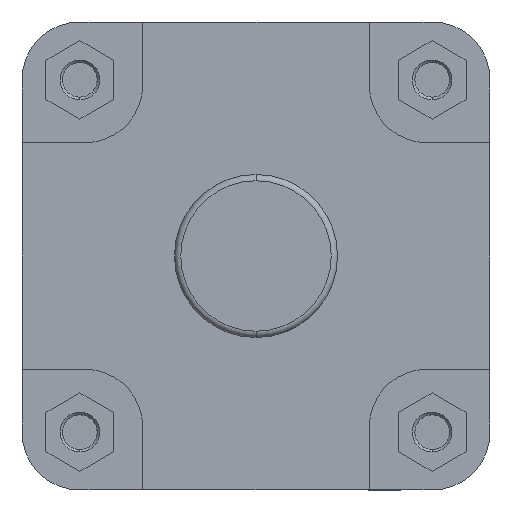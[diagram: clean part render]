
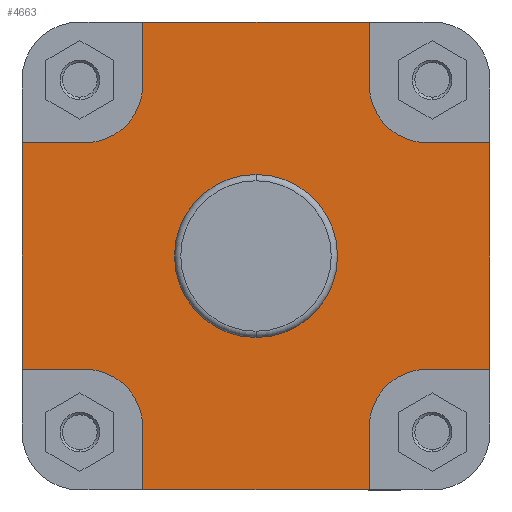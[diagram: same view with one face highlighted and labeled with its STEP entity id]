
A CAD part, left-side view. The second image highlights one B-rep face of the part: STEP entity #4663.
In plain terms, the highlighted planar face has unit normal (-1, 0, 0).
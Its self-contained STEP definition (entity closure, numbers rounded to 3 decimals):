
#38 = EDGE_CURVE ( 'NONE', #4530, #4391, #5438, .T. ) ;
#39 = EDGE_CURVE ( 'NONE', #4485, #4530, #5437, .T. ) ;
#40 = EDGE_CURVE ( 'NONE', #4527, #980, #5433, .T. ) ;
#41 = EDGE_CURVE ( 'NONE', #4391, #980, #5426, .T. ) ;
#42 = EDGE_CURVE ( 'NONE', #4485, #4529, #5435, .T. ) ;
#43 = EDGE_CURVE ( 'NONE', #4389, #4529, #5444, .T. ) ;
#44 = EDGE_CURVE ( 'NONE', #4507, #4389, #5448, .T. ) ;
#45 = EDGE_CURVE ( 'NONE', #4390, #4507, #5447, .T. ) ;
#46 = EDGE_CURVE ( 'NONE', #990, #4390, #5446, .T. ) ;
#47 = EDGE_CURVE ( 'NONE', #978, #990, #5451, .T. ) ;
#48 = EDGE_CURVE ( 'NONE', #4510, #978, #5455, .T. ) ;
#49 = EDGE_CURVE ( 'NONE', #4511, #4510, #5454, .T. ) ;
#50 = EDGE_CURVE ( 'NONE', #4494, #4511, #5453, .T. ) ;
#51 = EDGE_CURVE ( 'NONE', #4493, #4494, #5458, .T. ) ;
#52 = EDGE_CURVE ( 'NONE', #4492, #4493, #5463, .T. ) ;
#53 = EDGE_CURVE ( 'NONE', #4527, #4492, #5462, .T. ) ;
#220 = EDGE_CURVE ( 'NONE', #4476, #4479, #5759, .T. ) ;
#237 = EDGE_CURVE ( 'NONE', #4479, #4476, #5790, .T. ) ;
#978 = VERTEX_POINT ( 'NONE', #6948 ) ;
#980 = VERTEX_POINT ( 'NONE', #6949 ) ;
#990 = VERTEX_POINT ( 'NONE', #6956 ) ;
#1634 = FACE_OUTER_BOUND ( 'NONE', #4323, .T. ) ;
#1641 = FACE_BOUND ( 'NONE', #4311, .T. ) ;
#2036 = CARTESIAN_POINT ( 'NONE',  ( 55., -68., 45. ) ) ;
#2043 = CARTESIAN_POINT ( 'NONE',  ( 55., -45., 93. ) ) ;
#2044 = CARTESIAN_POINT ( 'NONE',  ( 55., -45., -68. ) ) ;
#2093 = CARTESIAN_POINT ( 'NONE',  ( 55., 0., -32.4 ) ) ;
#2095 = CARTESIAN_POINT ( 'NONE',  ( 55., 0., 32.4 ) ) ;
#2099 = CARTESIAN_POINT ( 'NONE',  ( 55., -93., -45. ) ) ;
#2106 = CARTESIAN_POINT ( 'NONE',  ( 55., 45., -68. ) ) ;
#2107 = CARTESIAN_POINT ( 'NONE',  ( 55., 68., -45. ) ) ;
#2108 = CARTESIAN_POINT ( 'NONE',  ( 55., 93., -45. ) ) ;
#2121 = CARTESIAN_POINT ( 'NONE',  ( 55., -45., 68. ) ) ;
#2124 = CARTESIAN_POINT ( 'NONE',  ( 55., 68., 45. ) ) ;
#2125 = CARTESIAN_POINT ( 'NONE',  ( 55., 93., 45. ) ) ;
#2141 = CARTESIAN_POINT ( 'NONE',  ( 55., 45., -93. ) ) ;
#2143 = CARTESIAN_POINT ( 'NONE',  ( 55., -93., 45. ) ) ;
#2144 = CARTESIAN_POINT ( 'NONE',  ( 55., -68., -45. ) ) ;
#2679 = CARTESIAN_POINT ( 'NONE',  ( 55., 32.4, 0. ) ) ;
#2689 = PLANE ( 'NONE',  #4057 ) ;
#2690 = DIRECTION ( 'NONE',  ( 1., 0., 0. ) ) ;
#2691 = DIRECTION ( 'NONE',  ( 0., 0., -1. ) ) ;
#3205 = DIRECTION ( 'NONE',  ( -1., 0., 0. ) ) ;
#3207 = DIRECTION ( 'NONE',  ( 0., 0., -1. ) ) ;
#3223 = CARTESIAN_POINT ( 'NONE',  ( 55., -93., 0. ) ) ;
#3226 = CARTESIAN_POINT ( 'NONE',  ( 55., -68., 45. ) ) ;
#3237 = CARTESIAN_POINT ( 'NONE',  ( 55., 45., 68. ) ) ;
#3238 = CARTESIAN_POINT ( 'NONE',  ( 55., 45., -93. ) ) ;
#3240 = CARTESIAN_POINT ( 'NONE',  ( 55., 68., 68. ) ) ;
#3241 = CARTESIAN_POINT ( 'NONE',  ( 55., 68., -45. ) ) ;
#3242 = DIRECTION ( 'NONE',  ( 0., 0., 1. ) ) ;
#3243 = DIRECTION ( 'NONE',  ( 0., 0., -1. ) ) ;
#3244 = CARTESIAN_POINT ( 'NONE',  ( 55., -68., -68. ) ) ;
#3245 = CARTESIAN_POINT ( 'NONE',  ( 55., 93., 45. ) ) ;
#3246 = DIRECTION ( 'NONE',  ( 0., 0., -1. ) ) ;
#3248 = DIRECTION ( 'NONE',  ( 0., 0., 1. ) ) ;
#3249 = DIRECTION ( 'NONE',  ( -1., 0., 0. ) ) ;
#3252 = DIRECTION ( 'NONE',  ( 0., 1., 0. ) ) ;
#3262 = CARTESIAN_POINT ( 'NONE',  ( 55., 68., -68. ) ) ;
#3265 = DIRECTION ( 'NONE',  ( -1., 0., 0. ) ) ;
#3278 = CARTESIAN_POINT ( 'NONE',  ( 55., 93., 0. ) ) ;
#3315 = DIRECTION ( 'NONE',  ( 0., 1., 0. ) ) ;
#3318 = DIRECTION ( 'NONE',  ( -1., 0., 0. ) ) ;
#3319 = DIRECTION ( 'NONE',  ( 0., -1., 0. ) ) ;
#3399 = DIRECTION ( 'NONE',  ( 0., 0., -1. ) ) ;
#3402 = DIRECTION ( 'NONE',  ( 0., 0., 1. ) ) ;
#3423 = CARTESIAN_POINT ( 'NONE',  ( 55., -93., -45. ) ) ;
#3433 = DIRECTION ( 'NONE',  ( 0., 0., 1. ) ) ;
#3453 = CARTESIAN_POINT ( 'NONE',  ( 55., -45., 93. ) ) ;
#3465 = CARTESIAN_POINT ( 'NONE',  ( 55., -204.741, -93. ) ) ;
#3479 = CARTESIAN_POINT ( 'NONE',  ( 55., -45., -68. ) ) ;
#3513 = DIRECTION ( 'NONE',  ( 0., -1., 0. ) ) ;
#3576 = DIRECTION ( 'NONE',  ( 0., 0., -1. ) ) ;
#3578 = DIRECTION ( 'NONE',  ( 0., 0., -1. ) ) ;
#3587 = DIRECTION ( 'NONE',  ( 0., -1., 0. ) ) ;
#3589 = CARTESIAN_POINT ( 'NONE',  ( 55., -68., 68. ) ) ;
#3590 = CARTESIAN_POINT ( 'NONE',  ( 55., -204.741, 93. ) ) ;
#3599 = DIRECTION ( 'NONE',  ( 0., -1., 0. ) ) ;
#3713 = AXIS2_PLACEMENT_3D ( 'NONE', #3244, #3205, #3399 ) ;
#3715 = AXIS2_PLACEMENT_3D ( 'NONE', #3589, #3318, #3576 ) ;
#3717 = AXIS2_PLACEMENT_3D ( 'NONE', #3240, #3249, #3243 ) ;
#3718 = AXIS2_PLACEMENT_3D ( 'NONE', #3262, #3265, #3246 ) ;
#3747 = AXIS2_PLACEMENT_3D ( 'NONE', #6308, #6315, #6316 ) ;
#3757 = AXIS2_PLACEMENT_3D ( 'NONE', #6269, #6277, #6278 ) ;
#4057 = AXIS2_PLACEMENT_3D ( 'NONE', #2679, #2690, #2691 ) ;
#4311 = EDGE_LOOP ( 'NONE', ( #5111, #5112 ) ) ;
#4323 = EDGE_LOOP ( 'NONE', ( #5113, #5114, #5115, #5116, #5117, #5118, #5119, #5120, #5121, #5122, #5123, #5124, #5125, #5126, #5127, #5128 ) ) ;
#4389 = VERTEX_POINT ( 'NONE', #2036 ) ;
#4390 = VERTEX_POINT ( 'NONE', #2043 ) ;
#4391 = VERTEX_POINT ( 'NONE', #2044 ) ;
#4476 = VERTEX_POINT ( 'NONE', #2093 ) ;
#4479 = VERTEX_POINT ( 'NONE', #2095 ) ;
#4485 = VERTEX_POINT ( 'NONE', #2099 ) ;
#4492 = VERTEX_POINT ( 'NONE', #2106 ) ;
#4493 = VERTEX_POINT ( 'NONE', #2107 ) ;
#4494 = VERTEX_POINT ( 'NONE', #2108 ) ;
#4507 = VERTEX_POINT ( 'NONE', #2121 ) ;
#4510 = VERTEX_POINT ( 'NONE', #2124 ) ;
#4511 = VERTEX_POINT ( 'NONE', #2125 ) ;
#4527 = VERTEX_POINT ( 'NONE', #2141 ) ;
#4529 = VERTEX_POINT ( 'NONE', #2143 ) ;
#4530 = VERTEX_POINT ( 'NONE', #2144 ) ;
#4663 = ADVANCED_FACE ( 'NONE', ( #1641, #1634 ), #2689, .F. ) ;
#5111 = ORIENTED_EDGE ( 'NONE', *, *, #237, .F. ) ;
#5112 = ORIENTED_EDGE ( 'NONE', *, *, #220, .F. ) ;
#5113 = ORIENTED_EDGE ( 'NONE', *, *, #40, .T. ) ;
#5114 = ORIENTED_EDGE ( 'NONE', *, *, #41, .F. ) ;
#5115 = ORIENTED_EDGE ( 'NONE', *, *, #38, .F. ) ;
#5116 = ORIENTED_EDGE ( 'NONE', *, *, #39, .F. ) ;
#5117 = ORIENTED_EDGE ( 'NONE', *, *, #42, .T. ) ;
#5118 = ORIENTED_EDGE ( 'NONE', *, *, #43, .F. ) ;
#5119 = ORIENTED_EDGE ( 'NONE', *, *, #44, .F. ) ;
#5120 = ORIENTED_EDGE ( 'NONE', *, *, #45, .F. ) ;
#5121 = ORIENTED_EDGE ( 'NONE', *, *, #46, .F. ) ;
#5122 = ORIENTED_EDGE ( 'NONE', *, *, #47, .F. ) ;
#5123 = ORIENTED_EDGE ( 'NONE', *, *, #48, .F. ) ;
#5124 = ORIENTED_EDGE ( 'NONE', *, *, #49, .F. ) ;
#5125 = ORIENTED_EDGE ( 'NONE', *, *, #50, .F. ) ;
#5126 = ORIENTED_EDGE ( 'NONE', *, *, #51, .F. ) ;
#5127 = ORIENTED_EDGE ( 'NONE', *, *, #52, .F. ) ;
#5128 = ORIENTED_EDGE ( 'NONE', *, *, #53, .F. ) ;
#5426 = LINE ( 'NONE', #3479, #5440 ) ;
#5433 = LINE ( 'NONE', #3465, #5439 ) ;
#5434 = VECTOR ( 'NONE', #3315, 1000. ) ;
#5435 = LINE ( 'NONE', #3223, #5442 ) ;
#5437 = LINE ( 'NONE', #3423, #5434 ) ;
#5438 = CIRCLE ( 'NONE', #3713, 23. ) ;
#5439 = VECTOR ( 'NONE', #3319, 1000. ) ;
#5440 = VECTOR ( 'NONE', #3207, 1000. ) ;
#5442 = VECTOR ( 'NONE', #3402, 1000. ) ;
#5443 = VECTOR ( 'NONE', #3578, 1000. ) ;
#5444 = LINE ( 'NONE', #3226, #5445 ) ;
#5445 = VECTOR ( 'NONE', #3513, 1000. ) ;
#5446 = LINE ( 'NONE', #3590, #5449 ) ;
#5447 = LINE ( 'NONE', #3453, #5443 ) ;
#5448 = CIRCLE ( 'NONE', #3715, 23. ) ;
#5449 = VECTOR ( 'NONE', #3587, 1000. ) ;
#5450 = VECTOR ( 'NONE', #3599, 1000. ) ;
#5451 = LINE ( 'NONE', #3237, #5452 ) ;
#5452 = VECTOR ( 'NONE', #3242, 1000. ) ;
#5453 = LINE ( 'NONE', #3278, #5456 ) ;
#5454 = LINE ( 'NONE', #3245, #5450 ) ;
#5455 = CIRCLE ( 'NONE', #3717, 23. ) ;
#5456 = VECTOR ( 'NONE', #3433, 1000. ) ;
#5457 = VECTOR ( 'NONE', #3248, 1000. ) ;
#5458 = LINE ( 'NONE', #3241, #5459 ) ;
#5459 = VECTOR ( 'NONE', #3252, 1000. ) ;
#5462 = LINE ( 'NONE', #3238, #5457 ) ;
#5463 = CIRCLE ( 'NONE', #3718, 23. ) ;
#5759 = CIRCLE ( 'NONE', #3757, 32.4 ) ;
#5790 = CIRCLE ( 'NONE', #3747, 32.4 ) ;
#6269 = CARTESIAN_POINT ( 'NONE',  ( 55., 0., 0. ) ) ;
#6277 = DIRECTION ( 'NONE',  ( -1., 0., 0. ) ) ;
#6278 = DIRECTION ( 'NONE',  ( 0., 0., 1. ) ) ;
#6308 = CARTESIAN_POINT ( 'NONE',  ( 55., 0., 0. ) ) ;
#6315 = DIRECTION ( 'NONE',  ( -1., 0., 0. ) ) ;
#6316 = DIRECTION ( 'NONE',  ( 0., 0., 1. ) ) ;
#6948 = CARTESIAN_POINT ( 'NONE',  ( 55., 45., 68. ) ) ;
#6949 = CARTESIAN_POINT ( 'NONE',  ( 55., -45., -93. ) ) ;
#6956 = CARTESIAN_POINT ( 'NONE',  ( 55., 45., 93. ) ) ;
